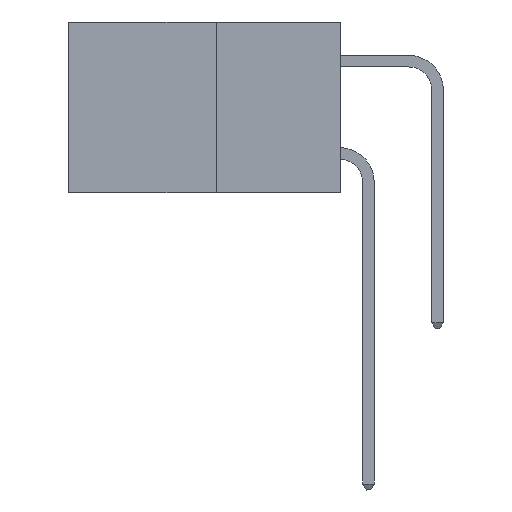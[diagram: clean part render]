
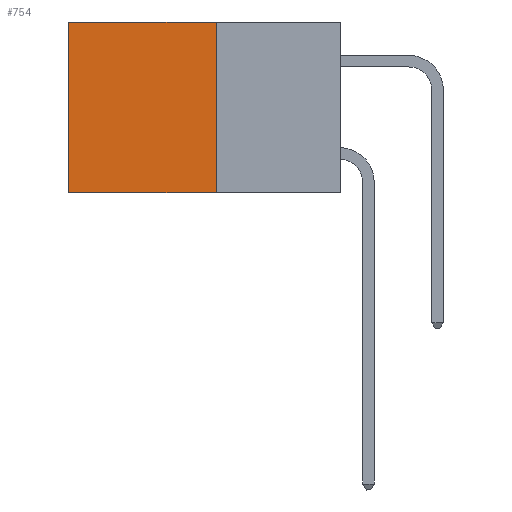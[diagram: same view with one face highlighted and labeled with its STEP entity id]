
A CAD part, left-side view. The second image highlights one B-rep face of the part: STEP entity #754.
In plain terms, the highlighted planar face has unit normal (-1, 0, 0).
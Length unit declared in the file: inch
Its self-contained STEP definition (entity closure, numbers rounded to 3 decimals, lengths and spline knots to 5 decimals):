
#580 = VERTEX_POINT ( 'NONE', #21597 ) ;
#754 = ADVANCED_FACE ( 'NONE', ( #4069 ), #16657, .F. ) ;
#1577 = CARTESIAN_POINT ( 'NONE',  ( 0.277, 0.59, -0.37 ) ) ;
#2213 = ORIENTED_EDGE ( 'NONE', *, *, #23694, .T. ) ;
#3517 = DIRECTION ( 'NONE',  ( 0., 0., -1. ) ) ;
#3638 = LINE ( 'NONE', #7969, #13300 ) ;
#4023 = EDGE_CURVE ( 'NONE', #16761, #580, #17521, .T. ) ;
#4069 = FACE_OUTER_BOUND ( 'NONE', #8098, .T. ) ;
#5651 = CARTESIAN_POINT ( 'NONE',  ( 0.277, 0.27, 0. ) ) ;
#5833 = AXIS2_PLACEMENT_3D ( 'NONE', #11674, #15750, #16241 ) ;
#6110 = DIRECTION ( 'NONE',  ( 0., 0., -1. ) ) ;
#7969 = CARTESIAN_POINT ( 'NONE',  ( 0.277, 0.27, -0.37 ) ) ;
#8098 = EDGE_LOOP ( 'NONE', ( #2213, #12622, #14405, #17197 ) ) ;
#8854 = VECTOR ( 'NONE', #16596, 39.37008 ) ;
#10864 = LINE ( 'NONE', #1577, #16031 ) ;
#11674 = CARTESIAN_POINT ( 'NONE',  ( 0.277, 0.27, -0.37 ) ) ;
#12376 = CARTESIAN_POINT ( 'NONE',  ( 0.277, 0.27, -0.37 ) ) ;
#12622 = ORIENTED_EDGE ( 'NONE', *, *, #22160, .F. ) ;
#12685 = CARTESIAN_POINT ( 'NONE',  ( 0.277, 0.27, -0.37 ) ) ;
#13300 = VECTOR ( 'NONE', #6110, 39.37008 ) ;
#13318 = EDGE_CURVE ( 'NONE', #16761, #21417, #3638, .T. ) ;
#14155 = VECTOR ( 'NONE', #23067, 39.37008 ) ;
#14405 = ORIENTED_EDGE ( 'NONE', *, *, #13318, .F. ) ;
#15750 = DIRECTION ( 'NONE',  ( 1., 0., 0. ) ) ;
#16031 = VECTOR ( 'NONE', #3517, 39.37008 ) ;
#16241 = DIRECTION ( 'NONE',  ( 0., 0., -1. ) ) ;
#16596 = DIRECTION ( 'NONE',  ( 0., 1., 0. ) ) ;
#16657 = PLANE ( 'NONE',  #5833 ) ;
#16761 = VERTEX_POINT ( 'NONE', #5651 ) ;
#16964 = CARTESIAN_POINT ( 'NONE',  ( 0.277, 0.59, -0.37 ) ) ;
#17197 = ORIENTED_EDGE ( 'NONE', *, *, #4023, .T. ) ;
#17521 = LINE ( 'NONE', #23322, #14155 ) ;
#19188 = LINE ( 'NONE', #12685, #8854 ) ;
#21417 = VERTEX_POINT ( 'NONE', #12376 ) ;
#21597 = CARTESIAN_POINT ( 'NONE',  ( 0.277, 0.59, 0. ) ) ;
#22160 = EDGE_CURVE ( 'NONE', #21417, #23677, #19188, .T. ) ;
#23067 = DIRECTION ( 'NONE',  ( 0., 1., 0. ) ) ;
#23322 = CARTESIAN_POINT ( 'NONE',  ( 0.277, 0.27, 0. ) ) ;
#23677 = VERTEX_POINT ( 'NONE', #16964 ) ;
#23694 = EDGE_CURVE ( 'NONE', #580, #23677, #10864, .T. ) ;
